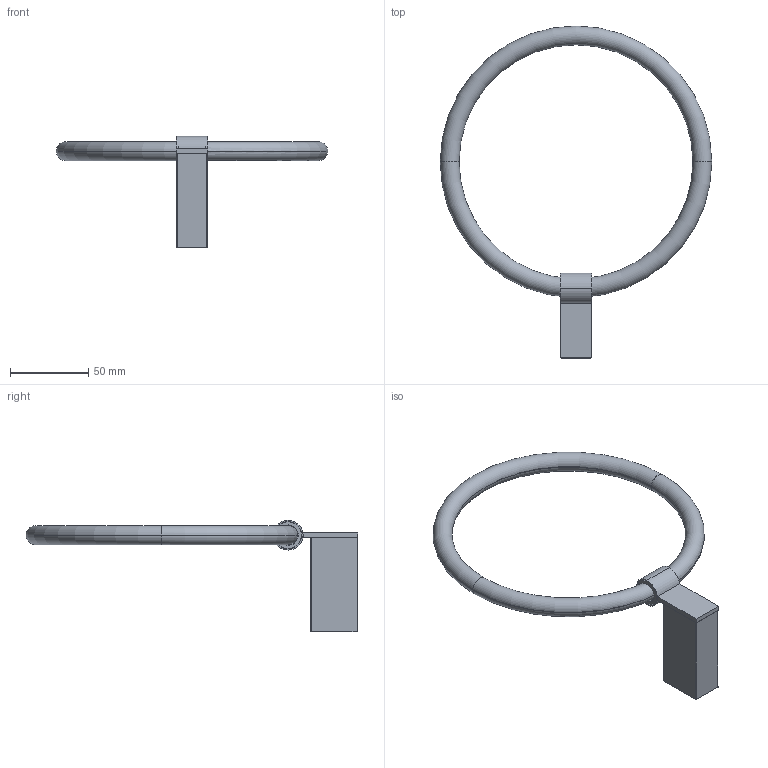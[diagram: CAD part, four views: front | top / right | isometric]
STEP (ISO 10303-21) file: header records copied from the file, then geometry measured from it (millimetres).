
FILE_DESCRIPTION (( 'STEP AP203' ), '1' );
FILE_NAME ('3380R.STEP', '2016-07-20T14:26:50', ( '微软中国' ), ( 'Microsoft' ), 'SwSTEP 2.0', 'SolidWorks 2012', '' );
FILE_SCHEMA (( 'CONFIG_CONTROL_DESIGN' ));
Length unit declared in the file: millimetre
Products named in the file (11): 33埴禱踫遠諉芛; 33爾え; 33衄裔祧殤諉裝; 内六角凹端紧定螺丝M5X5; 圉埴芛蹟佪M4X8; 33釱; 33假蚾え; 3380R; 11禱踫遠(眒假蚾ㄘ; 11禱踫遠呿蹋; 33埴禱踫遠芛
Assembly tree (13 placements, depth 3):
  3380R
    33假蚾え
    33釱
    圉埴芛蹟佪M4X8  x2
    内六角凹端紧定螺丝M5X5
    33埴禱踫遠芛
      33衄裔祧殤諉裝
      33爾え  x2
      33埴禱踫遠諉芛
    11禱踫遠呿蹋  x2
    11禱踫遠(眒假蚾ㄘ
Bounding box: 173 x 211.5 x 71 mm (x, y, z)
Volume: 32512.5 mm3; surface area: 57669.2 mm2
Topology: 12 solids, 12 shells, 312 faces, 770 edges, 495 vertices
Faces by surface type: cylinder 134, plane 107, cone 41, torus 20, bspline 10
Entity records: 10735 total; most frequent: CARTESIAN_POINT 4060, ORIENTED_EDGE 1164, DIRECTION 1117, EDGE_CURVE 582, AXIS2_PLACEMENT_3D 420, VERTEX_POINT 375, LINE 277, VECTOR 277
